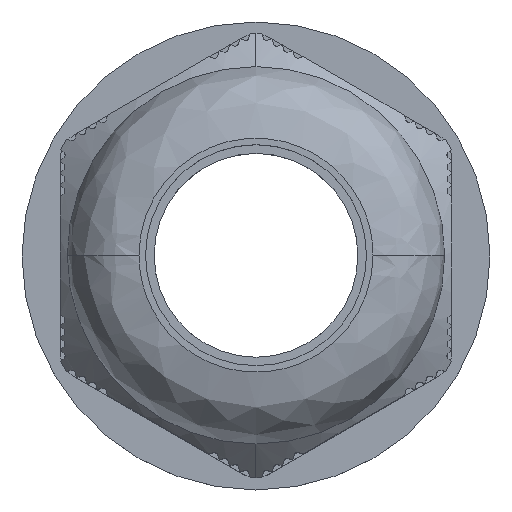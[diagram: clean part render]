
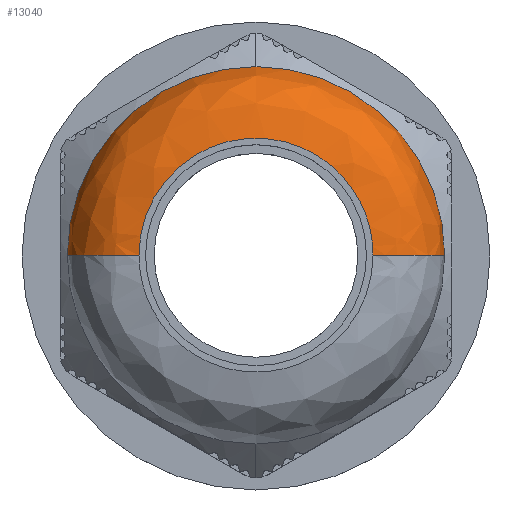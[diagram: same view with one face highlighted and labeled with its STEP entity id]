
A CAD part, top view. The second image highlights one B-rep face of the part: STEP entity #13040.
In plain terms, the highlighted free-form (B-spline) face has degree [3, 3] with [4, 4] control points.
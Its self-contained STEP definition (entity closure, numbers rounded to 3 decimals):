
#1096 = EDGE_CURVE ( 'NONE', #3267, #3311, #20406, .T. ) ;
#3267 = VERTEX_POINT ( 'NONE', #12316 ) ;
#3271 = VERTEX_POINT ( 'NONE', #12322 ) ;
#3310 = VERTEX_POINT ( 'NONE', #12382 ) ;
#3311 = VERTEX_POINT ( 'NONE', #12415 ) ;
#4349 = CARTESIAN_POINT ( 'NONE',  ( -661.402, 331., 45.997 ) ) ;
#4351 = CARTESIAN_POINT ( 'NONE',  ( -681.158, 350.757, 45.997 ) ) ;
#4360 = CARTESIAN_POINT ( 'NONE',  ( -681.158, 331., 45.997 ) ) ;
#4372 = CARTESIAN_POINT ( 'NONE',  ( -661.402, 350.757, 45.997 ) ) ;
#4963 = ORIENTED_EDGE ( 'NONE', *, *, #5305, .F. ) ;
#4983 = ORIENTED_EDGE ( 'NONE', *, *, #5265, .F. ) ;
#4994 = ORIENTED_EDGE ( 'NONE', *, *, #5293, .T. ) ;
#4999 = ORIENTED_EDGE ( 'NONE', *, *, #1096, .T. ) ;
#5265 = EDGE_CURVE ( 'NONE', #3271, #3310, #10758, .T. ) ;
#5293 = EDGE_CURVE ( 'NONE', #3311, #3310, #11066, .T. ) ;
#5305 = EDGE_CURVE ( 'NONE', #3267, #3271, #11102, .T. ) ;
#7398 = EDGE_LOOP ( 'NONE', ( #4963, #4999, #4994, #4983 ) ) ;
#10758 = CIRCLE ( 'NONE', #10811, 15.926 ) ;
#10811 = AXIS2_PLACEMENT_3D ( 'NONE', #14012, #14018, #14053 ) ;
#11028 = AXIS2_PLACEMENT_3D ( 'NONE', #14102, #14070, #14093 ) ;
#11050 = AXIS2_PLACEMENT_3D ( 'NONE', #14067, #14089, #14074 ) ;
#11066 = CIRCLE ( 'NONE', #11028, 6.048 ) ;
#11102 = CIRCLE ( 'NONE', #11050, 6.048 ) ;
#12316 = CARTESIAN_POINT ( 'NONE',  ( -681.158, 331., 45.997 ) ) ;
#12322 = CARTESIAN_POINT ( 'NONE',  ( -687.206, 331., 39.949 ) ) ;
#12382 = CARTESIAN_POINT ( 'NONE',  ( -655.354, 331., 39.949 ) ) ;
#12415 = CARTESIAN_POINT ( 'NONE',  ( -661.402, 331., 45.997 ) ) ;
#13040 = ADVANCED_FACE ( 'NONE', ( #17597 ), #20374, .T. ) ;
#14012 = CARTESIAN_POINT ( 'NONE',  ( -671.28, 331., 39.949 ) ) ;
#14018 = DIRECTION ( 'NONE',  ( 0., 0., -1. ) ) ;
#14053 = DIRECTION ( 'NONE',  ( -1., 0., 0. ) ) ;
#14067 = CARTESIAN_POINT ( 'NONE',  ( -681.158, 331., 39.949 ) ) ;
#14070 = DIRECTION ( 'NONE',  ( 0., 1., 0. ) ) ;
#14074 = DIRECTION ( 'NONE',  ( -1., 0., 0. ) ) ;
#14089 = DIRECTION ( 'NONE',  ( 0., -1., 0. ) ) ;
#14093 = DIRECTION ( 'NONE',  ( 1., 0., 0. ) ) ;
#14102 = CARTESIAN_POINT ( 'NONE',  ( -661.402, 331., 39.949 ) ) ;
#17597 = FACE_OUTER_BOUND ( 'NONE', #7398, .T. ) ;
#17607 = CARTESIAN_POINT ( 'NONE',  ( -657.859, 357.842, 45.997 ) ) ;
#17609 = CARTESIAN_POINT ( 'NONE',  ( -684.701, 357.842, 45.997 ) ) ;
#17615 = CARTESIAN_POINT ( 'NONE',  ( -661.402, 331., 45.997 ) ) ;
#17618 = CARTESIAN_POINT ( 'NONE',  ( -661.402, 350.757, 45.997 ) ) ;
#17637 = CARTESIAN_POINT ( 'NONE',  ( -681.158, 350.757, 45.997 ) ) ;
#17638 = CARTESIAN_POINT ( 'NONE',  ( -681.158, 331., 45.997 ) ) ;
#17639 = CARTESIAN_POINT ( 'NONE',  ( -657.859, 331., 45.997 ) ) ;
#17653 = CARTESIAN_POINT ( 'NONE',  ( -687.206, 331., 39.949 ) ) ;
#17665 = CARTESIAN_POINT ( 'NONE',  ( -655.354, 362.853, 43.492 ) ) ;
#17675 = CARTESIAN_POINT ( 'NONE',  ( -655.354, 331., 39.949 ) ) ;
#17684 = CARTESIAN_POINT ( 'NONE',  ( -655.354, 362.853, 39.949 ) ) ;
#17685 = CARTESIAN_POINT ( 'NONE',  ( -687.206, 331., 43.492 ) ) ;
#17690 = CARTESIAN_POINT ( 'NONE',  ( -655.354, 331., 43.492 ) ) ;
#17692 = CARTESIAN_POINT ( 'NONE',  ( -687.206, 362.853, 39.949 ) ) ;
#17697 = CARTESIAN_POINT ( 'NONE',  ( -684.701, 331., 45.997 ) ) ;
#17702 = CARTESIAN_POINT ( 'NONE',  ( -687.206, 362.853, 43.492 ) ) ;
#20374 =( BOUNDED_SURFACE ( )  B_SPLINE_SURFACE ( 3, 3, ( 
 ( #17615, #17618, #17637, #17638 ),
 ( #17639, #17607, #17609, #17697 ),
 ( #17690, #17665, #17702, #17685 ),
 ( #17675, #17684, #17692, #17653 ) ),
 .UNSPECIFIED., .F., .F., .T. ) 
 B_SPLINE_SURFACE_WITH_KNOTS ( ( 4, 4 ),
 ( 4, 4 ),
 ( 0., 1. ),
 ( 0., 1. ),
 .UNSPECIFIED. ) 
 GEOMETRIC_REPRESENTATION_ITEM ( )  RATIONAL_B_SPLINE_SURFACE ( (
 ( 1., 0.333, 0.333, 1.),
 ( 0.805, 0.268, 0.268, 0.805),
 ( 0.805, 0.268, 0.268, 0.805),
 ( 1., 0.333, 0.333, 1.) ) ) 
 REPRESENTATION_ITEM ( '' )  SURFACE ( )  );
#20406 =( BOUNDED_CURVE ( )  B_SPLINE_CURVE ( 3, ( #4360, #4351, #4372, #4349 ),
 .UNSPECIFIED., .F., .T. ) 
 B_SPLINE_CURVE_WITH_KNOTS ( ( 4, 4 ),
 ( 0., 1. ),
 .UNSPECIFIED. ) 
 CURVE ( )  GEOMETRIC_REPRESENTATION_ITEM ( )  RATIONAL_B_SPLINE_CURVE ( ( 1., 0.333, 0.333, 1. ) ) 
 REPRESENTATION_ITEM ( '' )  );
